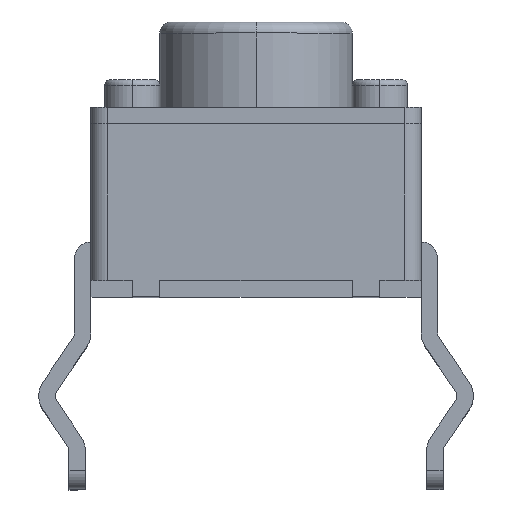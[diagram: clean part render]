
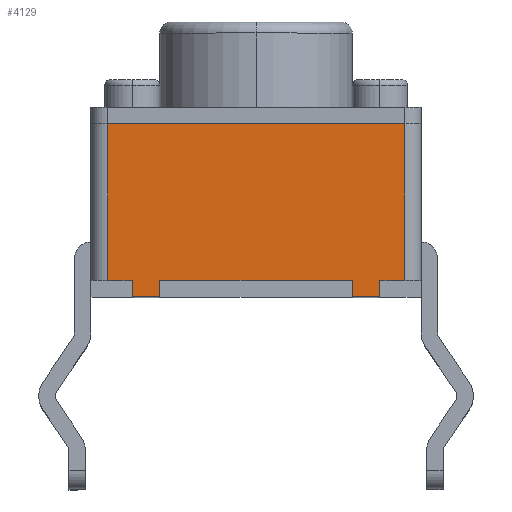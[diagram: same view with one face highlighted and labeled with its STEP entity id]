
A CAD part, top view. The second image highlights one B-rep face of the part: STEP entity #4129.
In plain terms, the highlighted planar face has unit normal (0, 0, 1).
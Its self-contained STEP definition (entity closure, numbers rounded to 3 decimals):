
#8 = EDGE_CURVE ( 'NONE', #3671, #4074, #1555, .T. ) ;
#78 = EDGE_CURVE ( 'NONE', #234, #1576, #1754, .T. ) ;
#131 = DIRECTION ( 'NONE',  ( -1., 0., 0. ) ) ;
#185 = DIRECTION ( 'NONE',  ( 0., -1., 0. ) ) ;
#208 = CARTESIAN_POINT ( 'NONE',  ( 2.25, 0.3, 3. ) ) ;
#211 = DIRECTION ( 'NONE',  ( 0., -1., 0. ) ) ;
#234 = VERTEX_POINT ( 'NONE', #2618 ) ;
#304 = VECTOR ( 'NONE', #185, 1000. ) ;
#418 = CARTESIAN_POINT ( 'NONE',  ( -2.25, 0.3, 3. ) ) ;
#432 = VERTEX_POINT ( 'NONE', #3296 ) ;
#450 = LINE ( 'NONE', #2914, #2598 ) ;
#492 = CARTESIAN_POINT ( 'NONE',  ( -2.25, 0.3, 3. ) ) ;
#512 = VECTOR ( 'NONE', #555, 1000. ) ;
#555 = DIRECTION ( 'NONE',  ( -1., 0., 0. ) ) ;
#702 = AXIS2_PLACEMENT_3D ( 'NONE', #4064, #3277, #2023 ) ;
#746 = LINE ( 'NONE', #3968, #2654 ) ;
#827 = ORIENTED_EDGE ( 'NONE', *, *, #3515, .F. ) ;
#880 = ORIENTED_EDGE ( 'NONE', *, *, #1328, .F. ) ;
#885 = VECTOR ( 'NONE', #2488, 1000. ) ;
#975 = CARTESIAN_POINT ( 'NONE',  ( -2.7, 3.15, 3. ) ) ;
#1034 = VECTOR ( 'NONE', #2083, 1000. ) ;
#1044 = CARTESIAN_POINT ( 'NONE',  ( -1.75, 0.3, 3. ) ) ;
#1057 = CARTESIAN_POINT ( 'NONE',  ( -1.75, 0.3, 3. ) ) ;
#1067 = EDGE_CURVE ( 'NONE', #4074, #4736, #4665, .T. ) ;
#1176 = LINE ( 'NONE', #3674, #5120 ) ;
#1328 = EDGE_CURVE ( 'NONE', #3998, #4061, #450, .T. ) ;
#1555 = LINE ( 'NONE', #418, #4005 ) ;
#1576 = VERTEX_POINT ( 'NONE', #3306 ) ;
#1579 = DIRECTION ( 'NONE',  ( 0., -1., 0. ) ) ;
#1725 = EDGE_CURVE ( 'NONE', #4061, #4736, #5121, .T. ) ;
#1754 = LINE ( 'NONE', #975, #885 ) ;
#1782 = DIRECTION ( 'NONE',  ( 0., -1., 0. ) ) ;
#1823 = CARTESIAN_POINT ( 'NONE',  ( -1.75, 0., 3. ) ) ;
#1899 = EDGE_CURVE ( 'NONE', #4508, #4442, #746, .T. ) ;
#1965 = FACE_OUTER_BOUND ( 'NONE', #4949, .T. ) ;
#2023 = DIRECTION ( 'NONE',  ( -1., 0., 0. ) ) ;
#2037 = ORIENTED_EDGE ( 'NONE', *, *, #8, .T. ) ;
#2041 = ORIENTED_EDGE ( 'NONE', *, *, #4633, .T. ) ;
#2083 = DIRECTION ( 'NONE',  ( 0., -1., 0. ) ) ;
#2165 = VECTOR ( 'NONE', #1782, 1000. ) ;
#2239 = EDGE_CURVE ( 'NONE', #3598, #4442, #4532, .T. ) ;
#2252 = CARTESIAN_POINT ( 'NONE',  ( -2.7, 3.15, 3. ) ) ;
#2299 = CARTESIAN_POINT ( 'NONE',  ( 2.25, 0., 3. ) ) ;
#2374 = ORIENTED_EDGE ( 'NONE', *, *, #4383, .T. ) ;
#2409 = DIRECTION ( 'NONE',  ( 0., -1., 0. ) ) ;
#2488 = DIRECTION ( 'NONE',  ( 1., 0., 0. ) ) ;
#2555 = LINE ( 'NONE', #4217, #304 ) ;
#2567 = LINE ( 'NONE', #3412, #512 ) ;
#2598 = VECTOR ( 'NONE', #4955, 1000. ) ;
#2605 = CARTESIAN_POINT ( 'NONE',  ( -2.7, 0., 3. ) ) ;
#2618 = CARTESIAN_POINT ( 'NONE',  ( -2.7, 3.15, 3. ) ) ;
#2654 = VECTOR ( 'NONE', #3584, 1000. ) ;
#2712 = EDGE_CURVE ( 'NONE', #432, #3598, #2567, .T. ) ;
#2908 = VECTOR ( 'NONE', #131, 1000. ) ;
#2914 = CARTESIAN_POINT ( 'NONE',  ( -1.75, 0.3, 3. ) ) ;
#3118 = ORIENTED_EDGE ( 'NONE', *, *, #1067, .T. ) ;
#3175 = VECTOR ( 'NONE', #5005, 1000. ) ;
#3206 = CARTESIAN_POINT ( 'NONE',  ( -2.7, 0.3, 3. ) ) ;
#3277 = DIRECTION ( 'NONE',  ( 0., 0., -1. ) ) ;
#3284 = CARTESIAN_POINT ( 'NONE',  ( -2.25, 0.3, 3. ) ) ;
#3296 = CARTESIAN_POINT ( 'NONE',  ( 2.7, 0.3, 3. ) ) ;
#3306 = CARTESIAN_POINT ( 'NONE',  ( 2.7, 3.15, 3. ) ) ;
#3412 = CARTESIAN_POINT ( 'NONE',  ( 2.25, 0.3, 3. ) ) ;
#3514 = ORIENTED_EDGE ( 'NONE', *, *, #2239, .F. ) ;
#3515 = EDGE_CURVE ( 'NONE', #3671, #4906, #4511, .T. ) ;
#3524 = CARTESIAN_POINT ( 'NONE',  ( 1.75, 0.3, 3. ) ) ;
#3546 = ORIENTED_EDGE ( 'NONE', *, *, #4783, .F. ) ;
#3571 = PLANE ( 'NONE',  #702 ) ;
#3584 = DIRECTION ( 'NONE',  ( 1., 0., 0. ) ) ;
#3598 = VERTEX_POINT ( 'NONE', #208 ) ;
#3671 = VERTEX_POINT ( 'NONE', #3284 ) ;
#3674 = CARTESIAN_POINT ( 'NONE',  ( 1.75, 0.3, 3. ) ) ;
#3719 = CARTESIAN_POINT ( 'NONE',  ( 2.25, 0.3, 3. ) ) ;
#3833 = LINE ( 'NONE', #2252, #2165 ) ;
#3887 = CARTESIAN_POINT ( 'NONE',  ( -2.25, 0., 3. ) ) ;
#3931 = ORIENTED_EDGE ( 'NONE', *, *, #1899, .T. ) ;
#3968 = CARTESIAN_POINT ( 'NONE',  ( -2.7, 0., 3. ) ) ;
#3998 = VERTEX_POINT ( 'NONE', #3524 ) ;
#4005 = VECTOR ( 'NONE', #2409, 1000. ) ;
#4061 = VERTEX_POINT ( 'NONE', #1057 ) ;
#4064 = CARTESIAN_POINT ( 'NONE',  ( -2.7, 3.15, 3. ) ) ;
#4074 = VERTEX_POINT ( 'NONE', #3887 ) ;
#4129 = ADVANCED_FACE ( 'NONE', ( #1965 ), #3571, .F. ) ;
#4217 = CARTESIAN_POINT ( 'NONE',  ( 2.7, 3.15, 3. ) ) ;
#4353 = ORIENTED_EDGE ( 'NONE', *, *, #2712, .F. ) ;
#4383 = EDGE_CURVE ( 'NONE', #234, #4906, #3833, .T. ) ;
#4442 = VERTEX_POINT ( 'NONE', #2299 ) ;
#4508 = VERTEX_POINT ( 'NONE', #4744 ) ;
#4511 = LINE ( 'NONE', #492, #2908 ) ;
#4532 = LINE ( 'NONE', #3719, #1034 ) ;
#4633 = EDGE_CURVE ( 'NONE', #3998, #4508, #1176, .T. ) ;
#4650 = ORIENTED_EDGE ( 'NONE', *, *, #78, .F. ) ;
#4665 = LINE ( 'NONE', #2605, #3175 ) ;
#4736 = VERTEX_POINT ( 'NONE', #1823 ) ;
#4744 = CARTESIAN_POINT ( 'NONE',  ( 1.75, 0., 3. ) ) ;
#4783 = EDGE_CURVE ( 'NONE', #1576, #432, #2555, .T. ) ;
#4906 = VERTEX_POINT ( 'NONE', #3206 ) ;
#4910 = VECTOR ( 'NONE', #211, 1000. ) ;
#4949 = EDGE_LOOP ( 'NONE', ( #3118, #4972, #880, #2041, #3931, #3514, #4353, #3546, #4650, #2374, #827, #2037 ) ) ;
#4955 = DIRECTION ( 'NONE',  ( -1., 0., 0. ) ) ;
#4972 = ORIENTED_EDGE ( 'NONE', *, *, #1725, .F. ) ;
#5005 = DIRECTION ( 'NONE',  ( 1., 0., 0. ) ) ;
#5120 = VECTOR ( 'NONE', #1579, 1000. ) ;
#5121 = LINE ( 'NONE', #1044, #4910 ) ;
